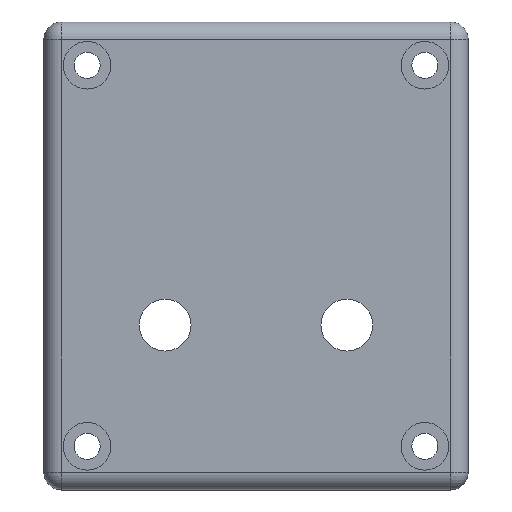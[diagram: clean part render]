
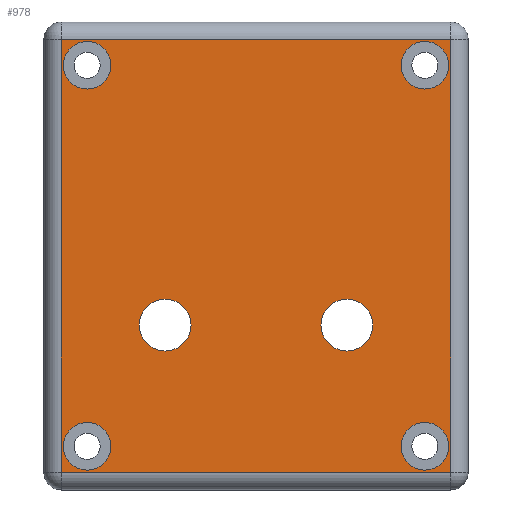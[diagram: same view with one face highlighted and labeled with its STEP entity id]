
A CAD part, top view. The second image highlights one B-rep face of the part: STEP entity #978.
In plain terms, the highlighted planar face has unit normal (0, 0, 1).
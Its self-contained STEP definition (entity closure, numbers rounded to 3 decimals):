
#3 = EDGE_LOOP ( 'NONE', ( #1476, #1444 ) ) ;
#17 = CIRCLE ( 'NONE', #1015, 2.75 ) ;
#57 = DIRECTION ( 'NONE',  ( 1., 0., 0. ) ) ;
#61 = LINE ( 'NONE', #606, #573 ) ;
#67 = CARTESIAN_POINT ( 'NONE',  ( -10.5, -8., 3. ) ) ;
#72 = FACE_BOUND ( 'NONE', #1230, .T. ) ;
#103 = DIRECTION ( 'NONE',  ( -1., 0., 0. ) ) ;
#148 = VERTEX_POINT ( 'NONE', #720 ) ;
#167 = CARTESIAN_POINT ( 'NONE',  ( -10.5, -8., 3. ) ) ;
#198 = EDGE_CURVE ( 'NONE', #148, #441, #1482, .T. ) ;
#204 = FACE_BOUND ( 'NONE', #1188, .T. ) ;
#215 = CARTESIAN_POINT ( 'NONE',  ( -16.75, 22., 3. ) ) ;
#224 = EDGE_CURVE ( 'NONE', #2036, #2086, #233, .T. ) ;
#226 = CARTESIAN_POINT ( 'NONE',  ( 10.5, -8., 3. ) ) ;
#233 = LINE ( 'NONE', #1541, #742 ) ;
#248 = FACE_BOUND ( 'NONE', #1812, .T. ) ;
#286 = EDGE_CURVE ( 'NONE', #476, #613, #2116, .T. ) ;
#309 = DIRECTION ( 'NONE',  ( 0., 0., 1. ) ) ;
#335 = LINE ( 'NONE', #1850, #1881 ) ;
#361 = AXIS2_PLACEMENT_3D ( 'NONE', #1692, #732, #57 ) ;
#376 = VERTEX_POINT ( 'NONE', #629 ) ;
#377 = CARTESIAN_POINT ( 'NONE',  ( -19.5, -22., 3. ) ) ;
#382 = ORIENTED_EDGE ( 'NONE', *, *, #2010, .F. ) ;
#423 = DIRECTION ( 'NONE',  ( 1., 0., 0. ) ) ;
#434 = AXIS2_PLACEMENT_3D ( 'NONE', #67, #1213, #1741 ) ;
#441 = VERTEX_POINT ( 'NONE', #1634 ) ;
#469 = CIRCLE ( 'NONE', #569, 2.75 ) ;
#476 = VERTEX_POINT ( 'NONE', #1652 ) ;
#504 = ORIENTED_EDGE ( 'NONE', *, *, #1596, .T. ) ;
#520 = CARTESIAN_POINT ( 'NONE',  ( 22.5, -25., 3. ) ) ;
#528 = AXIS2_PLACEMENT_3D ( 'NONE', #1591, #309, #1094 ) ;
#529 = CARTESIAN_POINT ( 'NONE',  ( 10.5, -8., 3. ) ) ;
#530 = AXIS2_PLACEMENT_3D ( 'NONE', #520, #2032, #1674 ) ;
#532 = EDGE_LOOP ( 'NONE', ( #1158, #1240 ) ) ;
#544 = DIRECTION ( 'NONE',  ( 1., 0., 0. ) ) ;
#545 = ORIENTED_EDGE ( 'NONE', *, *, #1074, .F. ) ;
#565 = CARTESIAN_POINT ( 'NONE',  ( 22.25, -22., 3. ) ) ;
#569 = AXIS2_PLACEMENT_3D ( 'NONE', #1886, #2021, #1995 ) ;
#573 = VECTOR ( 'NONE', #103, 1000. ) ;
#574 = AXIS2_PLACEMENT_3D ( 'NONE', #529, #1816, #851 ) ;
#576 = VERTEX_POINT ( 'NONE', #1699 ) ;
#606 = CARTESIAN_POINT ( 'NONE',  ( -22.5, 25., 3. ) ) ;
#613 = VERTEX_POINT ( 'NONE', #1348 ) ;
#629 = CARTESIAN_POINT ( 'NONE',  ( 7.5, -8., 3. ) ) ;
#702 = VERTEX_POINT ( 'NONE', #1597 ) ;
#712 = CIRCLE ( 'NONE', #1977, 2.75 ) ;
#720 = CARTESIAN_POINT ( 'NONE',  ( -16.75, -22., 3. ) ) ;
#722 = DIRECTION ( 'NONE',  ( 1., 0., 0. ) ) ;
#723 = VERTEX_POINT ( 'NONE', #760 ) ;
#732 = DIRECTION ( 'NONE',  ( 0., 0., 1. ) ) ;
#742 = VECTOR ( 'NONE', #1199, 1000. ) ;
#752 = DIRECTION ( 'NONE',  ( 0., 0., 1. ) ) ;
#755 = CARTESIAN_POINT ( 'NONE',  ( -19.5, 22., 3. ) ) ;
#760 = CARTESIAN_POINT ( 'NONE',  ( 16.75, -22., 3. ) ) ;
#800 = CARTESIAN_POINT ( 'NONE',  ( 22.5, -25., 3. ) ) ;
#808 = ORIENTED_EDGE ( 'NONE', *, *, #1145, .T. ) ;
#851 = DIRECTION ( 'NONE',  ( -1., 0., 0. ) ) ;
#853 = DIRECTION ( 'NONE',  ( 0., 0., -1. ) ) ;
#855 = ORIENTED_EDGE ( 'NONE', *, *, #1465, .F. ) ;
#874 = VERTEX_POINT ( 'NONE', #2133 ) ;
#875 = EDGE_LOOP ( 'NONE', ( #938, #1781 ) ) ;
#910 = CARTESIAN_POINT ( 'NONE',  ( 13.5, -8., 3. ) ) ;
#935 = EDGE_CURVE ( 'NONE', #613, #476, #469, .T. ) ;
#938 = ORIENTED_EDGE ( 'NONE', *, *, #286, .F. ) ;
#946 = EDGE_CURVE ( 'NONE', #376, #1166, #2050, .T. ) ;
#947 = CIRCLE ( 'NONE', #574, 3. ) ;
#978 = ADVANCED_FACE ( 'NONE', ( #1836, #1872, #1864, #72, #204, #1381, #248 ), #1046, .F. ) ;
#1015 = AXIS2_PLACEMENT_3D ( 'NONE', #1952, #1784, #1628 ) ;
#1029 = DIRECTION ( 'NONE',  ( 1., 0., 0. ) ) ;
#1034 = VERTEX_POINT ( 'NONE', #215 ) ;
#1046 = PLANE ( 'NONE',  #530 ) ;
#1059 = DIRECTION ( 'NONE',  ( -1., 0., 0. ) ) ;
#1074 = EDGE_CURVE ( 'NONE', #723, #1957, #17, .T. ) ;
#1078 = CARTESIAN_POINT ( 'NONE',  ( -22.5, 25., 3. ) ) ;
#1094 = DIRECTION ( 'NONE',  ( 1., 0., 0. ) ) ;
#1106 = EDGE_CURVE ( 'NONE', #576, #2063, #1282, .T. ) ;
#1108 = AXIS2_PLACEMENT_3D ( 'NONE', #226, #853, #1059 ) ;
#1132 = DIRECTION ( 'NONE',  ( -1., 0., 0. ) ) ;
#1145 = EDGE_CURVE ( 'NONE', #702, #874, #1639, .T. ) ;
#1158 = ORIENTED_EDGE ( 'NONE', *, *, #1106, .T. ) ;
#1166 = VERTEX_POINT ( 'NONE', #910 ) ;
#1188 = EDGE_LOOP ( 'NONE', ( #1412, #545 ) ) ;
#1192 = DIRECTION ( 'NONE',  ( 0., 0., 1. ) ) ;
#1197 = ORIENTED_EDGE ( 'NONE', *, *, #198, .F. ) ;
#1199 = DIRECTION ( 'NONE',  ( 0., -1., 0. ) ) ;
#1213 = DIRECTION ( 'NONE',  ( 0., 0., -1. ) ) ;
#1230 = EDGE_LOOP ( 'NONE', ( #1197, #855 ) ) ;
#1240 = ORIENTED_EDGE ( 'NONE', *, *, #1424, .T. ) ;
#1241 = DIRECTION ( 'NONE',  ( 0., 1., 0. ) ) ;
#1255 = AXIS2_PLACEMENT_3D ( 'NONE', #1622, #1192, #1650 ) ;
#1282 = CIRCLE ( 'NONE', #2008, 3. ) ;
#1291 = CARTESIAN_POINT ( 'NONE',  ( -22.25, 22., 3. ) ) ;
#1320 = CIRCLE ( 'NONE', #1255, 2.75 ) ;
#1333 = ORIENTED_EDGE ( 'NONE', *, *, #224, .T. ) ;
#1348 = CARTESIAN_POINT ( 'NONE',  ( 16.75, 22., 3. ) ) ;
#1381 = FACE_BOUND ( 'NONE', #875, .T. ) ;
#1387 = DIRECTION ( 'NONE',  ( 0., 0., 1. ) ) ;
#1395 = DIRECTION ( 'NONE',  ( 0., 0., -1. ) ) ;
#1412 = ORIENTED_EDGE ( 'NONE', *, *, #1818, .F. ) ;
#1415 = DIRECTION ( 'NONE',  ( 0., 0., 1. ) ) ;
#1424 = EDGE_CURVE ( 'NONE', #2063, #576, #2011, .T. ) ;
#1430 = EDGE_LOOP ( 'NONE', ( #504, #1333, #1843, #808 ) ) ;
#1444 = ORIENTED_EDGE ( 'NONE', *, *, #1829, .T. ) ;
#1465 = EDGE_CURVE ( 'NONE', #441, #148, #1842, .T. ) ;
#1476 = ORIENTED_EDGE ( 'NONE', *, *, #946, .T. ) ;
#1482 = CIRCLE ( 'NONE', #1772, 2.75 ) ;
#1498 = VECTOR ( 'NONE', #1241, 1000. ) ;
#1541 = CARTESIAN_POINT ( 'NONE',  ( -22.5, -25., 3. ) ) ;
#1591 = CARTESIAN_POINT ( 'NONE',  ( 19.5, 22., 3. ) ) ;
#1596 = EDGE_CURVE ( 'NONE', #874, #2036, #61, .T. ) ;
#1597 = CARTESIAN_POINT ( 'NONE',  ( 22.5, -25., 3. ) ) ;
#1622 = CARTESIAN_POINT ( 'NONE',  ( 19.5, -22., 3. ) ) ;
#1628 = DIRECTION ( 'NONE',  ( 1., 0., 0. ) ) ;
#1632 = ORIENTED_EDGE ( 'NONE', *, *, #1983, .F. ) ;
#1634 = CARTESIAN_POINT ( 'NONE',  ( -22.25, -22., 3. ) ) ;
#1639 = LINE ( 'NONE', #800, #1498 ) ;
#1650 = DIRECTION ( 'NONE',  ( 1., 0., 0. ) ) ;
#1652 = CARTESIAN_POINT ( 'NONE',  ( 22.25, 22., 3. ) ) ;
#1674 = DIRECTION ( 'NONE',  ( -1., 0., 0. ) ) ;
#1692 = CARTESIAN_POINT ( 'NONE',  ( -19.5, 22., 3. ) ) ;
#1699 = CARTESIAN_POINT ( 'NONE',  ( -13.5, -8., 3. ) ) ;
#1741 = DIRECTION ( 'NONE',  ( -1., 0., 0. ) ) ;
#1743 = CARTESIAN_POINT ( 'NONE',  ( -7.5, -8., 3. ) ) ;
#1772 = AXIS2_PLACEMENT_3D ( 'NONE', #377, #752, #1029 ) ;
#1781 = ORIENTED_EDGE ( 'NONE', *, *, #935, .F. ) ;
#1784 = DIRECTION ( 'NONE',  ( 0., 0., 1. ) ) ;
#1812 = EDGE_LOOP ( 'NONE', ( #1632, #382 ) ) ;
#1816 = DIRECTION ( 'NONE',  ( 0., 0., -1. ) ) ;
#1818 = EDGE_CURVE ( 'NONE', #1957, #723, #1320, .T. ) ;
#1820 = EDGE_CURVE ( 'NONE', #2086, #702, #335, .T. ) ;
#1829 = EDGE_CURVE ( 'NONE', #1166, #376, #947, .T. ) ;
#1836 = FACE_BOUND ( 'NONE', #3, .T. ) ;
#1842 = CIRCLE ( 'NONE', #1880, 2.75 ) ;
#1843 = ORIENTED_EDGE ( 'NONE', *, *, #1820, .T. ) ;
#1850 = CARTESIAN_POINT ( 'NONE',  ( 22.5, -25., 3. ) ) ;
#1864 = FACE_OUTER_BOUND ( 'NONE', #1430, .T. ) ;
#1872 = FACE_BOUND ( 'NONE', #532, .T. ) ;
#1880 = AXIS2_PLACEMENT_3D ( 'NONE', #1901, #1387, #423 ) ;
#1881 = VECTOR ( 'NONE', #544, 1000. ) ;
#1886 = CARTESIAN_POINT ( 'NONE',  ( 19.5, 22., 3. ) ) ;
#1901 = CARTESIAN_POINT ( 'NONE',  ( -19.5, -22., 3. ) ) ;
#1952 = CARTESIAN_POINT ( 'NONE',  ( 19.5, -22., 3. ) ) ;
#1957 = VERTEX_POINT ( 'NONE', #565 ) ;
#1977 = AXIS2_PLACEMENT_3D ( 'NONE', #755, #1415, #722 ) ;
#1983 = EDGE_CURVE ( 'NONE', #1034, #2089, #712, .T. ) ;
#1995 = DIRECTION ( 'NONE',  ( 1., 0., 0. ) ) ;
#2008 = AXIS2_PLACEMENT_3D ( 'NONE', #167, #1395, #1132 ) ;
#2010 = EDGE_CURVE ( 'NONE', #2089, #1034, #2054, .T. ) ;
#2011 = CIRCLE ( 'NONE', #434, 3. ) ;
#2021 = DIRECTION ( 'NONE',  ( 0., 0., 1. ) ) ;
#2032 = DIRECTION ( 'NONE',  ( 0., 0., -1. ) ) ;
#2036 = VERTEX_POINT ( 'NONE', #1078 ) ;
#2050 = CIRCLE ( 'NONE', #1108, 3. ) ;
#2054 = CIRCLE ( 'NONE', #361, 2.75 ) ;
#2063 = VERTEX_POINT ( 'NONE', #1743 ) ;
#2086 = VERTEX_POINT ( 'NONE', #2117 ) ;
#2089 = VERTEX_POINT ( 'NONE', #1291 ) ;
#2116 = CIRCLE ( 'NONE', #528, 2.75 ) ;
#2117 = CARTESIAN_POINT ( 'NONE',  ( -22.5, -25., 3. ) ) ;
#2133 = CARTESIAN_POINT ( 'NONE',  ( 22.5, 25., 3. ) ) ;
